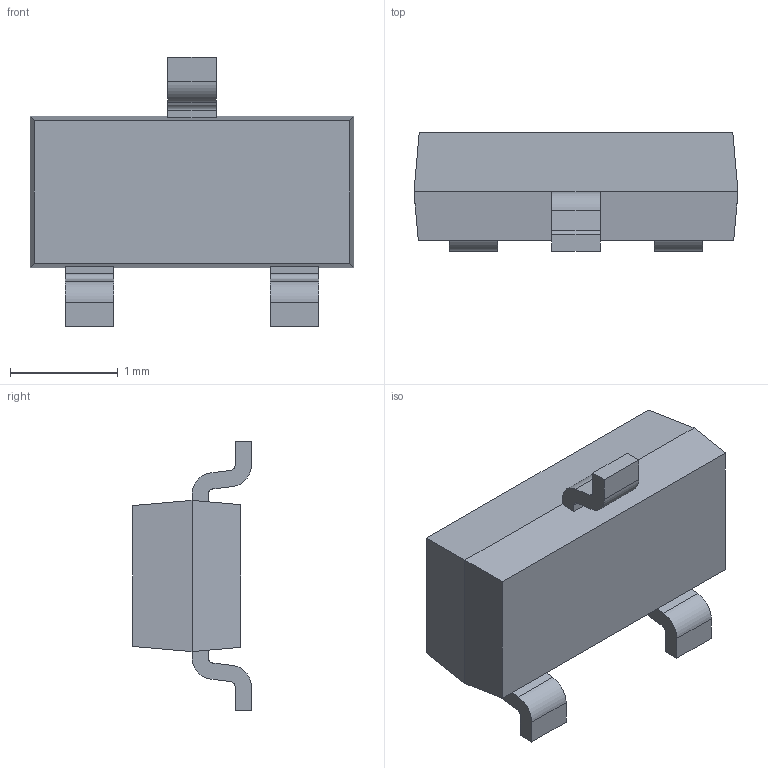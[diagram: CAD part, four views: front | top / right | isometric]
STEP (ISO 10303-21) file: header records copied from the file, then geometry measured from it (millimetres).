
FILE_DESCRIPTION(('HOOPS Exchange Step'),'2;1');
FILE_NAME('ee8c0e7653c4a29b4827f73edde67b9b20200314-3374-1m4q190.SLDPRT.step','2020-03-14T17:13:35+00:00',('converter2'),('Unknown organisation'),'HOOPS Exchange 2019.2','HOOPS Exchange','Unknown authorisation');
FILE_SCHEMA( ('AP203_CONFIGURATION_CONTROLLED_3D_DESIGN_OF_MECHANICAL_PARTS_AND_ASSEMBLIES_MIM_LF') );
Length unit declared in the file: millimetre
Products named in the file (2): Default; ee8c0e7653c4a29b4827f73edde67b9b20200314-3374-1m4q190
Assembly tree (1 placements, depth 2):
  ee8c0e7653c4a29b4827f73edde67b9b20200314-3374-1m4q190
    Default
Bounding box: 3 x 1.1 x 2.5 mm (x, y, z)
Volume: 4.2 mm3; surface area: 19.3 mm2
Topology: 1 solids, 1 shells, 49 faces, 131 edges, 84 vertices
Faces by surface type: plane 37, cylinder 12
Entity records: 1573 total; most frequent: CARTESIAN_POINT 267, ORIENTED_EDGE 262, DIRECTION 259, EDGE_CURVE 131, VECTOR 107, LINE 107, VERTEX_POINT 84, AXIS2_PLACEMENT_3D 76
